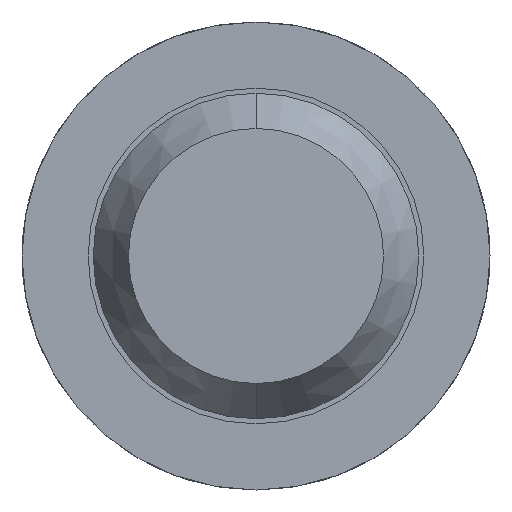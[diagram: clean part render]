
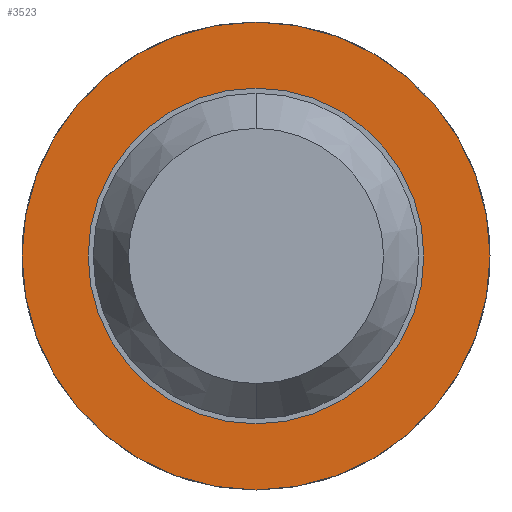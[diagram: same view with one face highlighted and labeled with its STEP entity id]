
A CAD part, front view. The second image highlights one B-rep face of the part: STEP entity #3523.
In plain terms, the highlighted planar face has unit normal (0, -1, 0).
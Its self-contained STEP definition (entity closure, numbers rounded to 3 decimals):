
#126 = ORIENTED_EDGE ( 'NONE', *, *, #509, .T. ) ;
#162 = DIRECTION ( 'NONE',  ( 0., 1., 0. ) ) ;
#180 = PLANE ( 'NONE',  #2225 ) ;
#285 = DIRECTION ( 'NONE',  ( 0., 1., 0. ) ) ;
#459 = CARTESIAN_POINT ( 'NONE',  ( 0.825, -1.7, 0. ) ) ;
#487 = DIRECTION ( 'NONE',  ( 0., 1., 0. ) ) ;
#509 = EDGE_CURVE ( 'Defeature ausgef�hrt1_7+Defeature ausgef�hrt1_6+Defeature ausgef�hrt1_6+Defeature ausgef�hrt1_6', #3709, #3079, #803, .T. ) ;
#661 = DIRECTION ( 'NONE',  ( 0., 1., 0. ) ) ;
#718 = CARTESIAN_POINT ( 'NONE',  ( 0., -1.7, 1.15 ) ) ;
#775 = AXIS2_PLACEMENT_3D ( 'NONE', #2360, #661, #1054 ) ;
#778 = DIRECTION ( 'NONE',  ( 0., 0., 1. ) ) ;
#803 = CIRCLE ( 'NONE', #2930, 0.825 ) ;
#1003 = DIRECTION ( 'NONE',  ( 0., 1., 0. ) ) ;
#1054 = DIRECTION ( 'NONE',  ( 0., 0., 1. ) ) ;
#1077 = EDGE_LOOP ( 'NONE', ( #1407, #126 ) ) ;
#1078 = DIRECTION ( 'NONE',  ( 0., 0., 1. ) ) ;
#1141 = CARTESIAN_POINT ( 'NONE',  ( 0., -1.7, 0. ) ) ;
#1218 = EDGE_CURVE ( 'Defeature ausgef�hrt1_7+Defeature ausgef�hrt1_6+Defeature ausgef�hrt1_6+Defeature ausgef�hrt1_6', #3079, #3709, #1389, .T. ) ;
#1241 = DIRECTION ( 'NONE',  ( 0., 0., 1. ) ) ;
#1389 = CIRCLE ( 'NONE', #1970, 0.825 ) ;
#1407 = ORIENTED_EDGE ( 'NONE', *, *, #1218, .T. ) ;
#1566 = ORIENTED_EDGE ( 'NONE', *, *, #2261, .F. ) ;
#1570 = CARTESIAN_POINT ( 'NONE',  ( 0., -1.7, 0. ) ) ;
#1822 = CARTESIAN_POINT ( 'NONE',  ( 0., -1.7, -1.15 ) ) ;
#1927 = VERTEX_POINT ( 'NONE', #1822 ) ;
#1970 = AXIS2_PLACEMENT_3D ( 'NONE', #2231, #487, #1078 ) ;
#2006 = FACE_BOUND ( 'NONE', #1077, .T. ) ;
#2018 = VERTEX_POINT ( 'NONE', #718 ) ;
#2225 = AXIS2_PLACEMENT_3D ( 'NONE', #459, #162, #778 ) ;
#2231 = CARTESIAN_POINT ( 'NONE',  ( 0., -1.7, 0. ) ) ;
#2261 = EDGE_CURVE ( 'Defeature ausgef�hrt1_0+Defeature ausgef�hrt1_7+Defeature ausgef�hrt1_7+Defeature ausgef�hrt1_7', #1927, #2018, #2369, .T. ) ;
#2360 = CARTESIAN_POINT ( 'NONE',  ( 0., -1.7, 0. ) ) ;
#2369 = CIRCLE ( 'NONE', #775, 1.15 ) ;
#2883 = CARTESIAN_POINT ( 'NONE',  ( 0., -1.7, 0.825 ) ) ;
#2930 = AXIS2_PLACEMENT_3D ( 'NONE', #1570, #1003, #1241 ) ;
#2935 = EDGE_CURVE ( 'Defeature ausgef�hrt1_0+Defeature ausgef�hrt1_7+Defeature ausgef�hrt1_7+Defeature ausgef�hrt1_7', #2018, #1927, #3372, .T. ) ;
#3046 = AXIS2_PLACEMENT_3D ( 'NONE', #1141, #285, #3154 ) ;
#3079 = VERTEX_POINT ( 'NONE', #2883 ) ;
#3154 = DIRECTION ( 'NONE',  ( 0., 0., 1. ) ) ;
#3372 = CIRCLE ( 'NONE', #3046, 1.15 ) ;
#3446 = EDGE_LOOP ( 'NONE', ( #3645, #1566 ) ) ;
#3523 = ADVANCED_FACE ( 'Defeature ausgef�hrt1_7', ( #3640, #2006 ), #180, .F. ) ;
#3640 = FACE_OUTER_BOUND ( 'NONE', #3446, .T. ) ;
#3645 = ORIENTED_EDGE ( 'NONE', *, *, #2935, .F. ) ;
#3673 = CARTESIAN_POINT ( 'NONE',  ( 0., -1.7, -0.825 ) ) ;
#3709 = VERTEX_POINT ( 'NONE', #3673 ) ;
